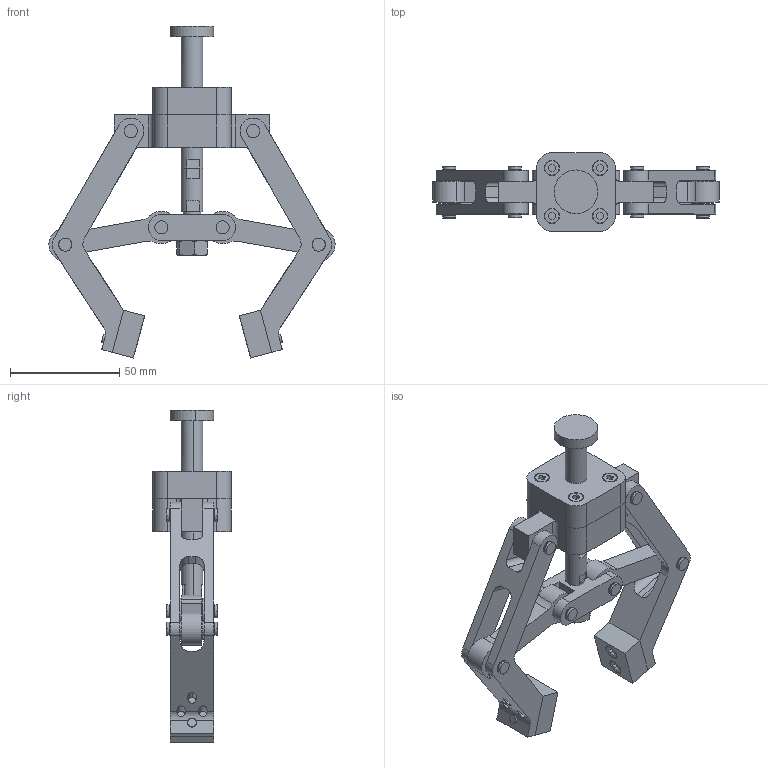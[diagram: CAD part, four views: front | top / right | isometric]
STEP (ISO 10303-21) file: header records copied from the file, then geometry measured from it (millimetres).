
FILE_DESCRIPTION(('CATIA V5 STEP Exchange'),'2;1');
FILE_NAME('pnuematic gripper.stp','2018-06-28T13:54:35+00:00',('none'),('none'),'CATIA Version 5 Release 20 GA (IN-10)','CATIA V5 STEP AP203','none');
FILE_SCHEMA(('CONFIG_CONTROL_DESIGN'));
Length unit declared in the file: millimetre
Products named in the file (1): Product1
Assembly tree (32 placements, depth 2):
  Product1
    #58
    #1200  x2
    #2996
    #3901
    #4796
    #5173  x2
    #5634  x6
    #5822
    #6560
    #7319  x2
    #7820  x6
    #8272  x4
    #8752  x4
Bounding box: 131 x 36 x 151.96 mm (x, y, z)
Volume: 109241.4 mm3; surface area: 57579.9 mm2
Topology: 32 solids, 32 shells, 575 faces, 1374 edges, 904 vertices
Faces by surface type: cylinder 282, plane 257, cone 36
Entity records: 9157 total; most frequent: CARTESIAN_POINT 1917, ORIENTED_EDGE 1488, DIRECTION 1228, EDGE_CURVE 744, AXIS2_PLACEMENT_3D 572, VERTEX_POINT 488, VECTOR 388, LINE 388
